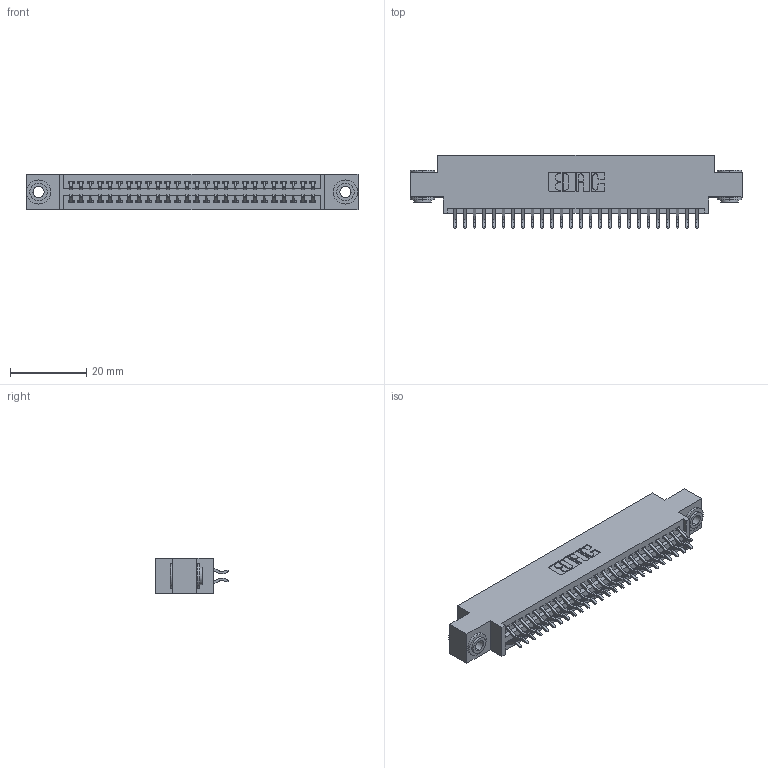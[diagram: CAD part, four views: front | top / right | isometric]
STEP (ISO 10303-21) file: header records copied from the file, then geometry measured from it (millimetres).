
FILE_DESCRIPTION (( 'STEP AP203' ), '1' );
FILE_NAME ('395-052-556-803.STEP', '2019-10-19T15:45:47', ( '' ), ( '' ), 'SwSTEP 2.0', 'SolidWorks 2016', '' );
FILE_SCHEMA (( 'CONFIG_CONTROL_DESIGN' ));
Length unit declared in the file: inch
Products named in the file (4): 345 Part_0.170 Offset - 0.156 Dia-TH; 345-292-001_556 Tail; 345-250-002_345-250-002-102; 395-052-556-803
Assembly tree (55 placements, depth 2):
  395-052-556-803
    345 Part_0.170 Offset - 0.156 Dia-TH
    345-292-001_556 Tail  x52
    345-250-002_345-250-002-102  x2
Bounding box: 87.25 x 19.24 x 9.4 mm (x, y, z)
Volume: 8230.9 mm3; surface area: 12159.6 mm2
Topology: 55 solids, 55 shells, 3080 faces, 9113 edges, 6002 vertices
Faces by surface type: plane 2018, cylinder 1054, cone 8
Entity records: 23556 total; most frequent: CARTESIAN_POINT 3955, ORIENTED_EDGE 3870, DIRECTION 3525, EDGE_CURVE 1935, LINE 1667, VECTOR 1667, VERTEX_POINT 1286, AXIS2_PLACEMENT_3D 929
